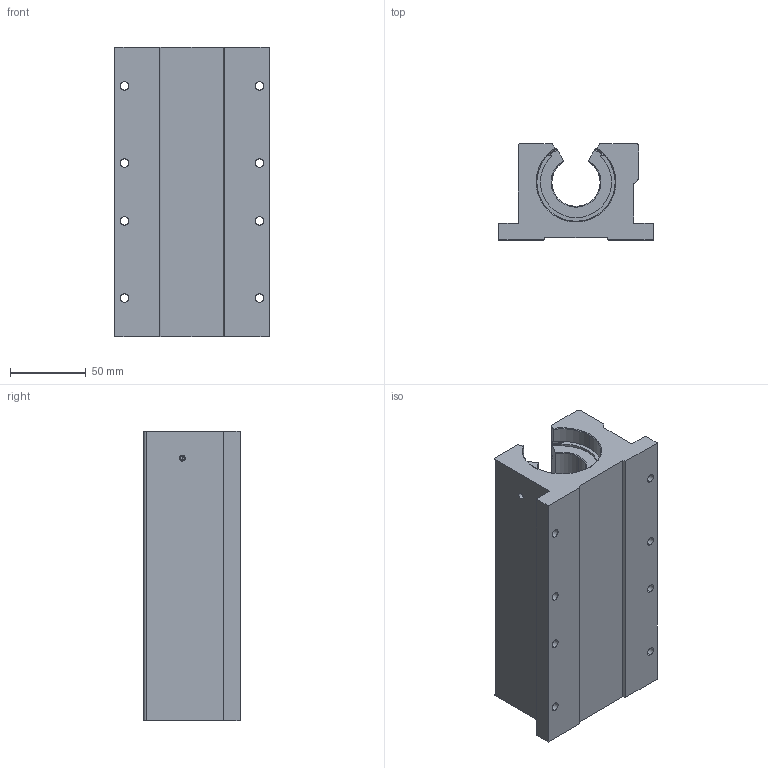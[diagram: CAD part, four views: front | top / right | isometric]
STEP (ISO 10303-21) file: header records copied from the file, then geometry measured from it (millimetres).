
FILE_DESCRIPTION (( 'STEP AP203' ), '1' );
FILE_NAME ('PillowBlock_6EEBBC7769.step', '2021-11-10T21:07:06', ( '' ), ( '' ), 'SwSTEP 2.0', 'SolidWorks 2019', '' );
FILE_SCHEMA (( 'CONFIG_CONTROL_DESIGN' ));
Length unit declared in the file: inch
Products named in the file (3): PillowBlock_6EEBBC7769; XkpRAFaFF1_CADModel_0
Assembly tree (1 placements, depth 2):
  PillowBlock_6EEBBC7769
    XkpRAFaFF1_CADModel_0
  XkpRAFaFF1_CADModel_0
Bounding box: 101.6 x 63.5 x 190.5 mm (x, y, z)
Volume: 708952 mm3; surface area: 165050.9 mm2
Topology: 15 solids, 15 shells, 382 faces, 1021 edges, 658 vertices
Faces by surface type: cylinder 183, plane 87, cone 84, torus 20, bspline 8
Entity records: 13426 total; most frequent: CARTESIAN_POINT 3491, DIRECTION 2091, ORIENTED_EDGE 2042, EDGE_CURVE 1021, AXIS2_PLACEMENT_3D 834, VERTEX_POINT 658, CIRCLE 455, VECTOR 423
